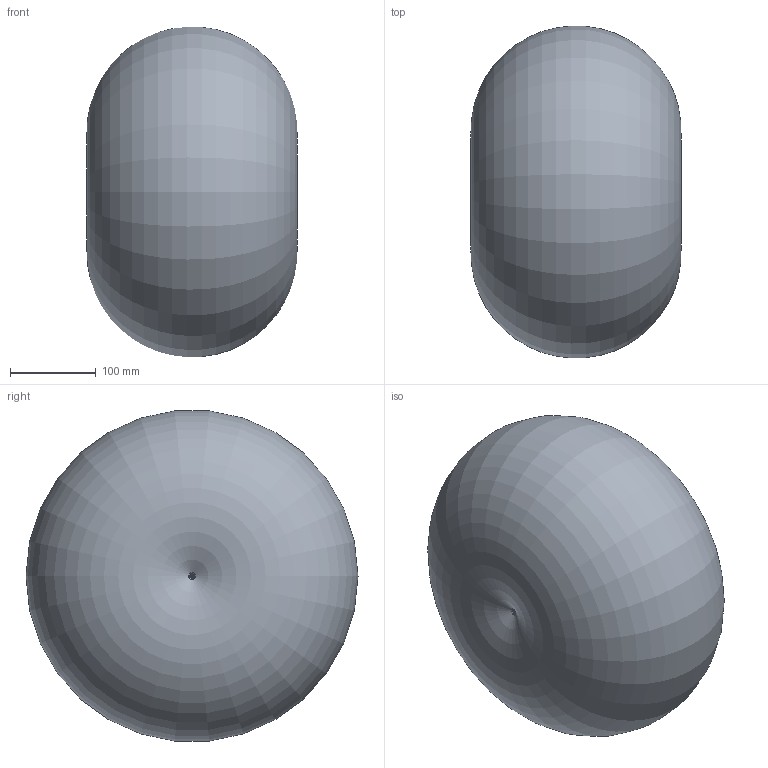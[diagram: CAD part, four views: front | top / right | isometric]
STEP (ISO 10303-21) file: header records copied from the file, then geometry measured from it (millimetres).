
FILE_DESCRIPTION(/* description */ ('Alibre Inc.'),/* implementation_level */ '2;1');
FILE_NAME(/* name */ 'export-E3B387DD-D6F8-4470-860B-F30790508044',/* time_stamp */ '2020-05-18T16:53:03-07:00',/* author */ (''),/* organization */ (''),/* preprocessor_version */ 'ST-DEVELOPER v17',/* originating_system */ 'Alibre',/* authorisation */ '');
FILE_SCHEMA (('CONFIG_CONTROL_DESIGN'));
Length unit declared in the file: inch
Bounding box: 245.1 x 387.26 x 385.14 mm (x, y, z)
Volume: 21447714.7 mm3; surface area: 530138.7 mm2
Topology: 16 solids, 16 shells, 189 faces, 471 edges, 291 vertices
Faces by surface type: cylinder 62, plane 59, torus 24, bspline 22, sphere 16, cone 6
Full cylindrical faces by diameter (mm): 6.782 x4, 42.863 x1, 61.722 x4, 62.484 x2, 76.652 x2, 78.74 x2, 90 x2, 95.22 x1
Entity records: 7954 total; most frequent: CARTESIAN_POINT 3511, ORIENTED_EDGE 730, DIRECTION 714, EDGE_CURVE 365, AXIS2_PLACEMENT_3D 332, VERTEX_POINT 250, FACE_BOUND 229, EDGE_LOOP 220
